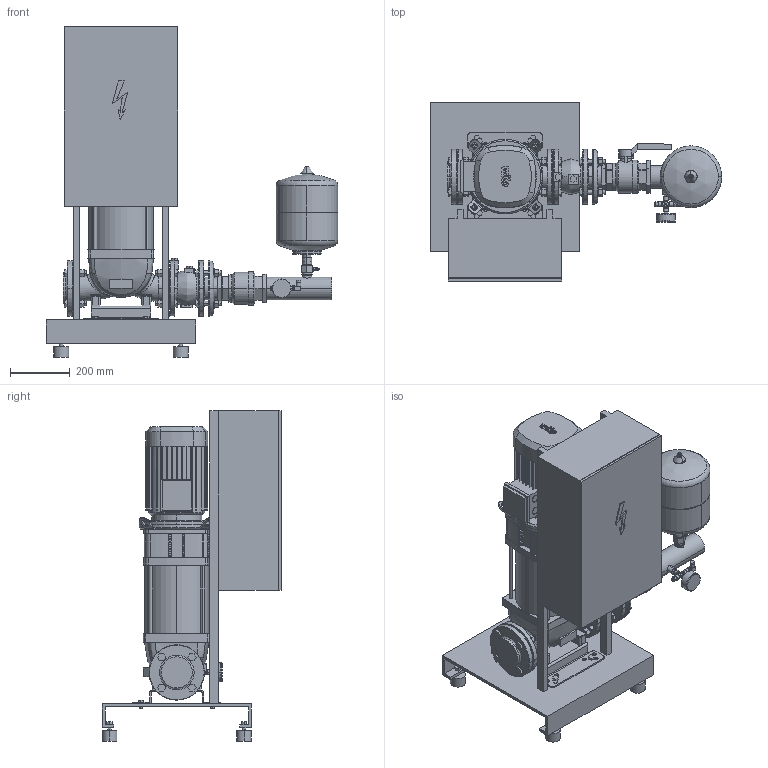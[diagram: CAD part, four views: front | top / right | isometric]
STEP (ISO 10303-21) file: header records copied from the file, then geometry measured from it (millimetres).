
FILE_DESCRIPTION((''),'2;1');
FILE_NAME('3d_CO-1HelixV3602_K_CE+-2530181.stp','2016-01-25T11:56:42',(''),(''),'Mechanical Desktop 2009','Mechanical Desktop 2009',', , ');
FILE_SCHEMA(('CONFIG_CONTROL_DESIGN'));
Length unit declared in the file: millimetre
Products named in the file (1): Product
Bounding box: 975 x 602 x 1105 mm (x, y, z)
Volume: 98156674.3 mm3; surface area: 4606738.4 mm2
Topology: 62 solids, 62 shells, 1966 faces, 4973 edges, 3218 vertices
Faces by surface type: bspline 750, plane 640, cylinder 395, cone 90, torus 89, sphere 2
Entity records: 70956 total; most frequent: CARTESIAN_POINT 24564, ORIENTED_EDGE 9938, DIRECTION 9015, EDGE_CURVE 4969, VERTEX_POINT 3217, AXIS2_PLACEMENT_3D 3094, VECTOR 2827, LINE 2827
